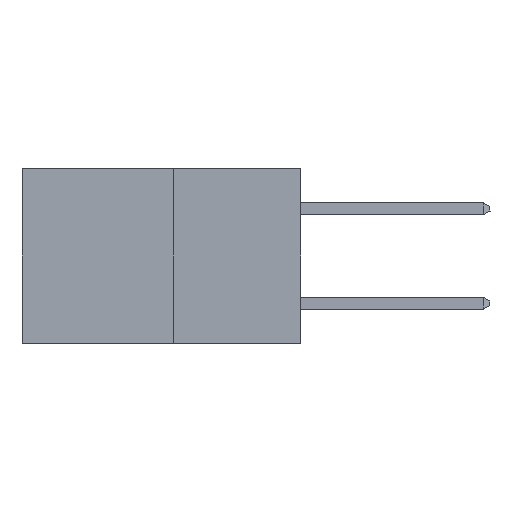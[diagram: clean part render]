
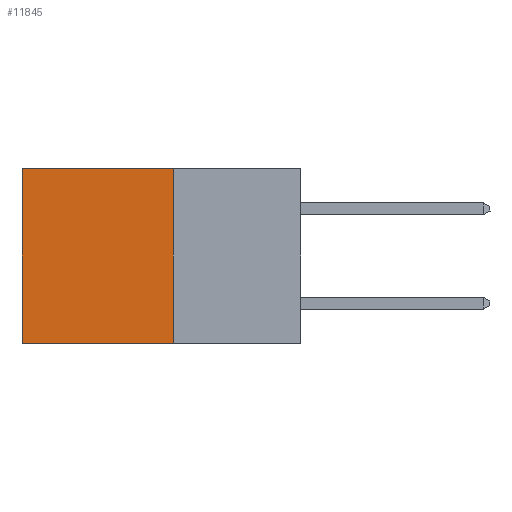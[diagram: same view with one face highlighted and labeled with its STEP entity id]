
A CAD part, left-side view. The second image highlights one B-rep face of the part: STEP entity #11845.
In plain terms, the highlighted planar face has unit normal (-1, 0, 0).
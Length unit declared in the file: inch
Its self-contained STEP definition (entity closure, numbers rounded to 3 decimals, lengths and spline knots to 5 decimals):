
#590 = VECTOR ( 'NONE', #1534, 39.37008 ) ;
#1027 = VECTOR ( 'NONE', #18691, 39.37008 ) ;
#1218 = CARTESIAN_POINT ( 'NONE',  ( 0.277, 0.27, -0.37 ) ) ;
#1392 = EDGE_CURVE ( 'NONE', #17924, #17635, #6650, .T. ) ;
#1534 = DIRECTION ( 'NONE',  ( 0., 0., -1. ) ) ;
#1852 = CARTESIAN_POINT ( 'NONE',  ( 0.277, 0.59, -0.37 ) ) ;
#2527 = VECTOR ( 'NONE', #5786, 39.37008 ) ;
#2644 = EDGE_CURVE ( 'NONE', #17924, #5849, #9299, .T. ) ;
#2756 = DIRECTION ( 'NONE',  ( 0., 0., -1. ) ) ;
#3084 = CARTESIAN_POINT ( 'NONE',  ( 0.277, 0.59, -0.37 ) ) ;
#3175 = CARTESIAN_POINT ( 'NONE',  ( 0.277, 0.27, -0.37 ) ) ;
#3736 = ORIENTED_EDGE ( 'NONE', *, *, #1392, .T. ) ;
#4646 = LINE ( 'NONE', #1852, #590 ) ;
#5786 = DIRECTION ( 'NONE',  ( 0., 1., 0. ) ) ;
#5849 = VERTEX_POINT ( 'NONE', #3175 ) ;
#6650 = LINE ( 'NONE', #8077, #2527 ) ;
#7161 = CARTESIAN_POINT ( 'NONE',  ( 0.277, 0.27, -0.37 ) ) ;
#7308 = CARTESIAN_POINT ( 'NONE',  ( 0.277, 0.27, 0. ) ) ;
#7419 = ORIENTED_EDGE ( 'NONE', *, *, #10609, .F. ) ;
#8077 = CARTESIAN_POINT ( 'NONE',  ( 0.277, 0.27, 0. ) ) ;
#8784 = LINE ( 'NONE', #18468, #16038 ) ;
#9299 = LINE ( 'NONE', #7161, #1027 ) ;
#9909 = CARTESIAN_POINT ( 'NONE',  ( 0.277, 0.59, 0. ) ) ;
#10154 = VERTEX_POINT ( 'NONE', #3084 ) ;
#10530 = PLANE ( 'NONE',  #15725 ) ;
#10609 = EDGE_CURVE ( 'NONE', #5849, #10154, #8784, .T. ) ;
#10895 = DIRECTION ( 'NONE',  ( 0., 1., 0. ) ) ;
#11845 = ADVANCED_FACE ( 'NONE', ( #16926 ), #10530, .F. ) ;
#12075 = DIRECTION ( 'NONE',  ( 1., 0., 0. ) ) ;
#13995 = EDGE_CURVE ( 'NONE', #17635, #10154, #4646, .T. ) ;
#15725 = AXIS2_PLACEMENT_3D ( 'NONE', #1218, #12075, #2756 ) ;
#16038 = VECTOR ( 'NONE', #10895, 39.37008 ) ;
#16926 = FACE_OUTER_BOUND ( 'NONE', #18049, .T. ) ;
#17098 = ORIENTED_EDGE ( 'NONE', *, *, #2644, .F. ) ;
#17635 = VERTEX_POINT ( 'NONE', #9909 ) ;
#17924 = VERTEX_POINT ( 'NONE', #7308 ) ;
#18049 = EDGE_LOOP ( 'NONE', ( #19097, #7419, #17098, #3736 ) ) ;
#18468 = CARTESIAN_POINT ( 'NONE',  ( 0.277, 0.27, -0.37 ) ) ;
#18691 = DIRECTION ( 'NONE',  ( 0., 0., -1. ) ) ;
#19097 = ORIENTED_EDGE ( 'NONE', *, *, #13995, .T. ) ;
